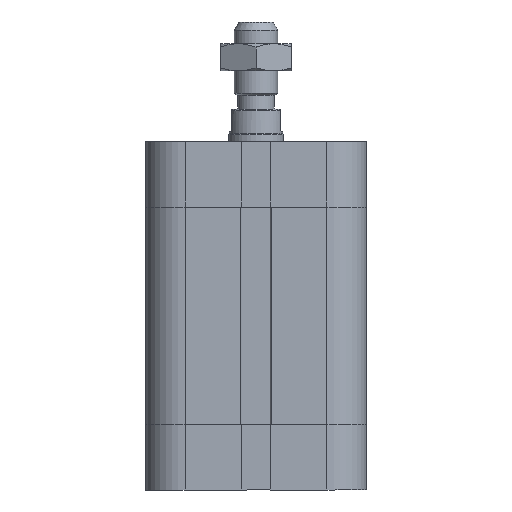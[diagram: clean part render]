
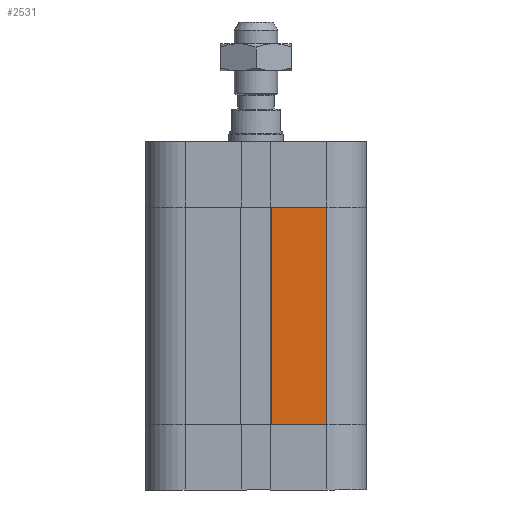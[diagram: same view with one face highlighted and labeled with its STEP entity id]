
A CAD part, front view. The second image highlights one B-rep face of the part: STEP entity #2531.
In plain terms, the highlighted planar face has unit normal (0, -1, 0).
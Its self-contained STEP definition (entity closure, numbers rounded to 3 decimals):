
#2473=CARTESIAN_POINT('',(-13.,-20.25,20.0));
#2474=VERTEX_POINT('',#2473);
#2483=CARTESIAN_POINT('',(-13.,-20.25,-20.0));
#2484=VERTEX_POINT('',#2483);
#2492=CARTESIAN_POINT('',(-13.,-20.25,-20.0));
#2493=DIRECTION('',(0.0,0.0,1.0));
#2494=VECTOR('',#2493,40.0);
#2495=LINE('',#2492,#2494);
#2496=EDGE_CURVE('',#2484,#2474,#2495,.T.);
#2501=CARTESIAN_POINT('',(-13.,-20.25,0.0));
#2502=DIRECTION('',(0.0,1.0,0.0));
#2503=DIRECTION('',(0.0,0.0,-1.0));
#2504=AXIS2_PLACEMENT_3D('',#2501,#2502,#2503);
#2505=PLANE('',#2504);
#2506=CARTESIAN_POINT('',(-2.9,-20.25,20.0));
#2507=VERTEX_POINT('',#2506);
#2508=CARTESIAN_POINT('',(-13.,-20.25,20.0));
#2509=DIRECTION('',(1.0,0.0,0.0));
#2510=VECTOR('',#2509,10.1);
#2511=LINE('',#2508,#2510);
#2512=EDGE_CURVE('',#2474,#2507,#2511,.T.);
#2513=ORIENTED_EDGE('',*,*,#2512,.F.);
#2514=ORIENTED_EDGE('',*,*,#2496,.F.);
#2515=CARTESIAN_POINT('',(-2.9,-20.25,-20.0));
#2516=VERTEX_POINT('',#2515);
#2517=CARTESIAN_POINT('',(-2.9,-20.25,-20.0));
#2518=DIRECTION('',(-1.0,0.0,0.0));
#2519=VECTOR('',#2518,10.1);
#2520=LINE('',#2517,#2519);
#2521=EDGE_CURVE('',#2516,#2484,#2520,.T.);
#2522=ORIENTED_EDGE('',*,*,#2521,.F.);
#2523=CARTESIAN_POINT('',(-2.9,-20.25,-20.0));
#2524=DIRECTION('',(0.0,0.0,1.0));
#2525=VECTOR('',#2524,40.0);
#2526=LINE('',#2523,#2525);
#2527=EDGE_CURVE('',#2516,#2507,#2526,.T.);
#2528=ORIENTED_EDGE('',*,*,#2527,.T.);
#2529=EDGE_LOOP('',(#2513,#2514,#2522,#2528));
#2530=FACE_OUTER_BOUND('',#2529,.T.);
#2531=ADVANCED_FACE('',(#2530),#2505,.F.);
